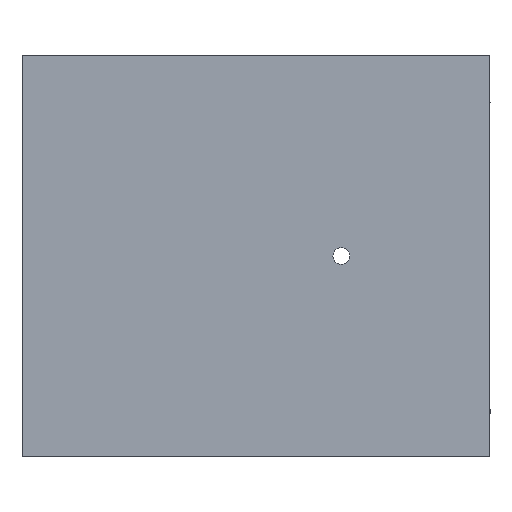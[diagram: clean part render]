
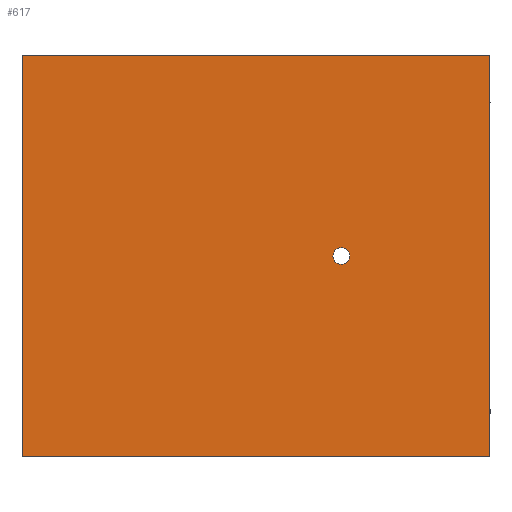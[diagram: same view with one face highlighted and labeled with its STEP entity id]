
A CAD part, front view. The second image highlights one B-rep face of the part: STEP entity #617.
In plain terms, the highlighted planar face has unit normal (0, -1, 0).
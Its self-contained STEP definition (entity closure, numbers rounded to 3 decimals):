
#35 = LINE ( 'NONE', #721, #603 ) ;
#44 = FACE_BOUND ( 'NONE', #772, .T. ) ;
#49 = VERTEX_POINT ( 'NONE', #128 ) ;
#85 = ORIENTED_EDGE ( 'NONE', *, *, #542, .T. ) ;
#99 = VERTEX_POINT ( 'NONE', #820 ) ;
#108 = EDGE_CURVE ( 'NONE', #147, #1463, #472, .T. ) ;
#128 = CARTESIAN_POINT ( 'NONE',  ( -13.35, 0., -6.8 ) ) ;
#147 = VERTEX_POINT ( 'NONE', #507 ) ;
#174 = FACE_OUTER_BOUND ( 'NONE', #1056, .T. ) ;
#249 = DIRECTION ( 'NONE',  ( 1., 0., 0. ) ) ;
#286 = VERTEX_POINT ( 'NONE', #1222 ) ;
#297 = ORIENTED_EDGE ( 'NONE', *, *, #554, .F. ) ;
#341 = CARTESIAN_POINT ( 'NONE',  ( 0.65, 0., 5.2 ) ) ;
#350 = AXIS2_PLACEMENT_3D ( 'NONE', #904, #1256, #356 ) ;
#356 = DIRECTION ( 'NONE',  ( 0., 0., 1. ) ) ;
#396 = CARTESIAN_POINT ( 'NONE',  ( -3.8, 0., -0.55 ) ) ;
#406 = AXIS2_PLACEMENT_3D ( 'NONE', #841, #1201, #513 ) ;
#438 = ORIENTED_EDGE ( 'NONE', *, *, #1235, .F. ) ;
#472 = LINE ( 'NONE', #934, #931 ) ;
#501 = VERTEX_POINT ( 'NONE', #396 ) ;
#505 = PLANE ( 'NONE',  #1406 ) ;
#507 = CARTESIAN_POINT ( 'NONE',  ( -13.35, 0., 5.2 ) ) ;
#513 = DIRECTION ( 'NONE',  ( 0., 0., 1. ) ) ;
#527 = VECTOR ( 'NONE', #1312, 1000. ) ;
#542 = EDGE_CURVE ( 'NONE', #99, #501, #574, .T. ) ;
#554 = EDGE_CURVE ( 'NONE', #1463, #286, #972, .T. ) ;
#557 = ORIENTED_EDGE ( 'NONE', *, *, #108, .F. ) ;
#570 = ORIENTED_EDGE ( 'NONE', *, *, #680, .T. ) ;
#574 = CIRCLE ( 'NONE', #406, 0.25 ) ;
#592 = CARTESIAN_POINT ( 'NONE',  ( -13.35, 0., -6.8 ) ) ;
#597 = CIRCLE ( 'NONE', #350, 0.25 ) ;
#603 = VECTOR ( 'NONE', #950, 1000. ) ;
#617 = ADVANCED_FACE ( 'NONE', ( #174, #44 ), #505, .F. ) ;
#630 = DIRECTION ( 'NONE',  ( 0., 1., 0. ) ) ;
#680 = EDGE_CURVE ( 'NONE', #501, #99, #597, .T. ) ;
#721 = CARTESIAN_POINT ( 'NONE',  ( -13.35, 0., -6.8 ) ) ;
#745 = LINE ( 'NONE', #592, #1402 ) ;
#772 = EDGE_LOOP ( 'NONE', ( #570, #85 ) ) ;
#820 = CARTESIAN_POINT ( 'NONE',  ( -3.8, 0., -1.05 ) ) ;
#841 = CARTESIAN_POINT ( 'NONE',  ( -3.8, 0., -0.8 ) ) ;
#862 = EDGE_CURVE ( 'NONE', #49, #147, #745, .T. ) ;
#904 = CARTESIAN_POINT ( 'NONE',  ( -3.8, 0., -0.8 ) ) ;
#921 = ORIENTED_EDGE ( 'NONE', *, *, #862, .F. ) ;
#931 = VECTOR ( 'NONE', #249, 1000. ) ;
#934 = CARTESIAN_POINT ( 'NONE',  ( -13.35, 0., 5.2 ) ) ;
#950 = DIRECTION ( 'NONE',  ( -1., 0., 0. ) ) ;
#972 = LINE ( 'NONE', #1002, #527 ) ;
#1002 = CARTESIAN_POINT ( 'NONE',  ( 0.65, 0., -6.8 ) ) ;
#1056 = EDGE_LOOP ( 'NONE', ( #557, #921, #438, #297 ) ) ;
#1182 = DIRECTION ( 'NONE',  ( 0., 0., 1. ) ) ;
#1201 = DIRECTION ( 'NONE',  ( 0., 1., 0. ) ) ;
#1222 = CARTESIAN_POINT ( 'NONE',  ( 0.65, 0., -6.8 ) ) ;
#1235 = EDGE_CURVE ( 'NONE', #286, #49, #35, .T. ) ;
#1256 = DIRECTION ( 'NONE',  ( 0., 1., 0. ) ) ;
#1303 = CARTESIAN_POINT ( 'NONE',  ( -81.3, 0., 50.8 ) ) ;
#1312 = DIRECTION ( 'NONE',  ( 0., 0., -1. ) ) ;
#1402 = VECTOR ( 'NONE', #1182, 1000. ) ;
#1406 = AXIS2_PLACEMENT_3D ( 'NONE', #1303, #630, #1412 ) ;
#1412 = DIRECTION ( 'NONE',  ( 0., 0., 1. ) ) ;
#1463 = VERTEX_POINT ( 'NONE', #341 ) ;
